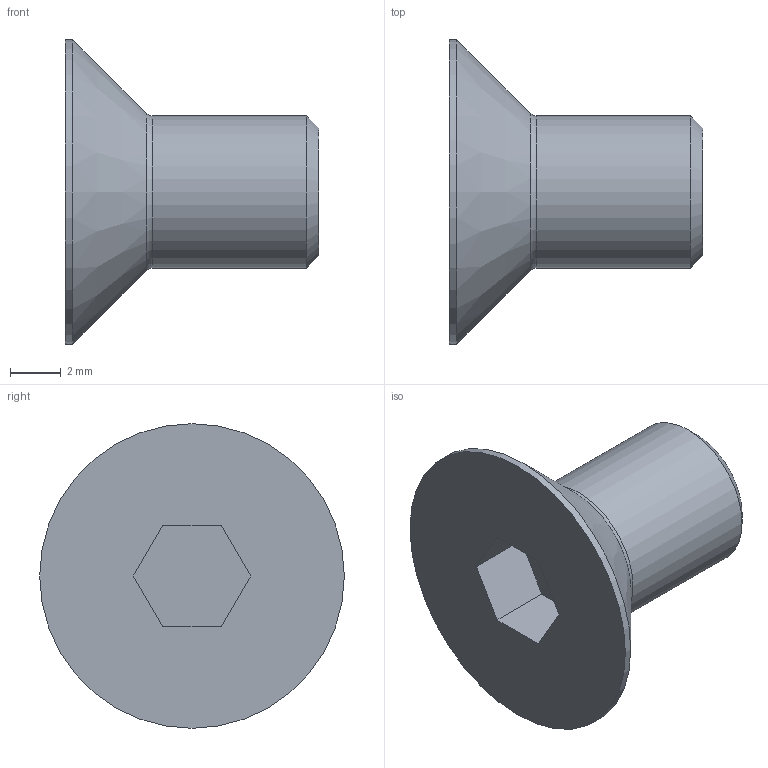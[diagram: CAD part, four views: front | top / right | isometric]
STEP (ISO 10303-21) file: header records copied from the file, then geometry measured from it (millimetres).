
FILE_DESCRIPTION(/* description */ (''),/* implementation_level */ '2;1');
FILE_NAME(/* name */ '200610.4.stp',/* time_stamp */ '2014-03-13T19:58:46+01:00',/* author */ ('jank'),/* organization */ ('Alutec K&K'),/* preprocessor_version */ 'ST-DEVELOPER v15.2',/* originating_system */ 'Autodesk Inventor 2014',/* authorisation */ '');
FILE_SCHEMA (('AUTOMOTIVE_DESIGN { 1 0 10303 214 3 1 1 }'));
Length unit declared in the file: millimetre
Products named in the file (1): 200610.4
Bounding box: 10 x 12 x 12 mm (x, y, z)
Volume: 384.5 mm3; surface area: 427.5 mm2
Topology: 1 solids, 1 shells, 14 faces, 29 edges, 18 vertices
Faces by surface type: plane 9, cone 2, cylinder 2, torus 1
Full cylindrical faces by diameter (mm): 6 x1, 12 x1
Entity records: 370 total; most frequent: DIRECTION 60, CARTESIAN_POINT 57, ORIENTED_EDGE 48, EDGE_CURVE 24, AXIS2_PLACEMENT_3D 21, EDGE_LOOP 20, LINE 18, VECTOR 18
